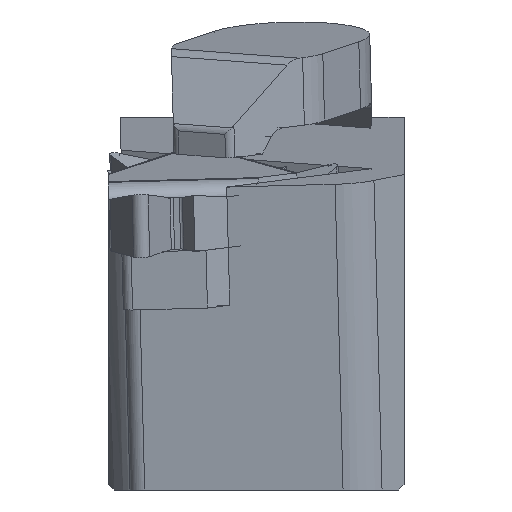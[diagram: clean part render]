
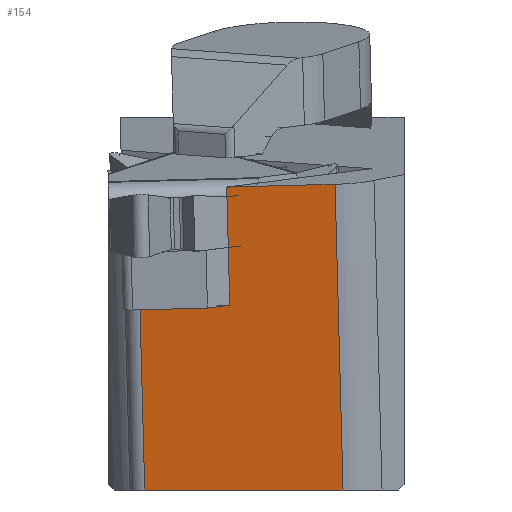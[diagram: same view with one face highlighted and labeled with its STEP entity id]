
A CAD part, left-side view. The second image highlights one B-rep face of the part: STEP entity #154.
In plain terms, the highlighted planar face has unit normal (-0.985, -0.004, -0.174).
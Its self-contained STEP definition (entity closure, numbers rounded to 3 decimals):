
#154=ADVANCED_FACE('',(#322),#244,.F.);
#244=PLANE('',#1982);
#322=FACE_OUTER_BOUND('',#424,.T.);
#424=EDGE_LOOP('',(#707,#708,#709,#710,#711,#712,#713));
#707=ORIENTED_EDGE('',*,*,#1358,.T.);
#708=ORIENTED_EDGE('',*,*,#1359,.F.);
#709=ORIENTED_EDGE('',*,*,#1360,.F.);
#710=ORIENTED_EDGE('',*,*,#1361,.T.);
#711=ORIENTED_EDGE('',*,*,#1325,.F.);
#712=ORIENTED_EDGE('',*,*,#1320,.T.);
#713=ORIENTED_EDGE('',*,*,#1362,.T.);
#1124=VERTEX_POINT('',#2792);
#1125=VERTEX_POINT('',#2793);
#1128=VERTEX_POINT('',#2802);
#1153=VERTEX_POINT('',#2884);
#1154=VERTEX_POINT('',#2885);
#1155=VERTEX_POINT('',#2887);
#1156=VERTEX_POINT('',#2889);
#1320=EDGE_CURVE('',#1124,#1125,#1566,.T.);
#1325=EDGE_CURVE('',#1124,#1128,#1571,.T.);
#1358=EDGE_CURVE('',#1153,#1154,#1594,.T.);
#1359=EDGE_CURVE('',#1155,#1154,#1595,.T.);
#1360=EDGE_CURVE('',#1156,#1155,#1596,.T.);
#1361=EDGE_CURVE('',#1156,#1128,#1597,.T.);
#1362=EDGE_CURVE('',#1125,#1153,#1598,.T.);
#1566=LINE('',#2791,#1763);
#1571=LINE('',#2801,#1768);
#1594=LINE('',#2883,#1791);
#1595=LINE('',#2886,#1792);
#1596=LINE('',#2888,#1793);
#1597=LINE('',#2890,#1794);
#1598=LINE('',#2891,#1795);
#1763=VECTOR('',#2229,1.);
#1768=VECTOR('',#2236,1.);
#1791=VECTOR('',#2287,1.);
#1792=VECTOR('',#2288,1.);
#1793=VECTOR('',#2289,1.);
#1794=VECTOR('',#2290,1.);
#1795=VECTOR('',#2291,1.);
#1982=AXIS2_PLACEMENT_3D('',#2892,#2292,#2293);
#2229=DIRECTION('',(0.174,-0.026,-0.984));
#2236=DIRECTION('',(0.,-1.,0.026));
#2287=DIRECTION('',(0.,1.,-0.026));
#2288=DIRECTION('',(-0.174,0.026,0.984));
#2289=DIRECTION('',(-0.005,1.,0.));
#2290=DIRECTION('',(-0.174,0.026,0.984));
#2291=DIRECTION('',(0.174,-0.026,-0.984));
#2292=DIRECTION('',(0.985,0.005,0.174));
#2293=DIRECTION('',(0.174,0.,-0.985));
#2791=CARTESIAN_POINT('',(-3.232,10.472,33.389));
#2792=CARTESIAN_POINT('',(2.585,9.608,0.409));
#2793=CARTESIAN_POINT('',(3.162,9.523,-2.859));
#2801=CARTESIAN_POINT('',(2.585,14.476,0.282));
#2802=CARTESIAN_POINT('',(2.585,3.739,0.563));
#2883=CARTESIAN_POINT('',(3.714,14.308,-6.117));
#2884=CARTESIAN_POINT('',(3.714,9.441,-5.99));
#2885=CARTESIAN_POINT('',(3.714,14.308,-6.117));
#2886=CARTESIAN_POINT('',(9.479,13.453,-38.802));
#2887=CARTESIAN_POINT('',(5.457,14.05,-16.));
#2888=CARTESIAN_POINT('',(5.46,13.434,-16.));
#2889=CARTESIAN_POINT('',(5.507,3.305,-16.));
#2890=CARTESIAN_POINT('',(9.479,2.715,-38.52));
#2891=CARTESIAN_POINT('',(-3.232,10.472,33.389));
#2892=CARTESIAN_POINT('',(9.479,13.453,-38.802));
